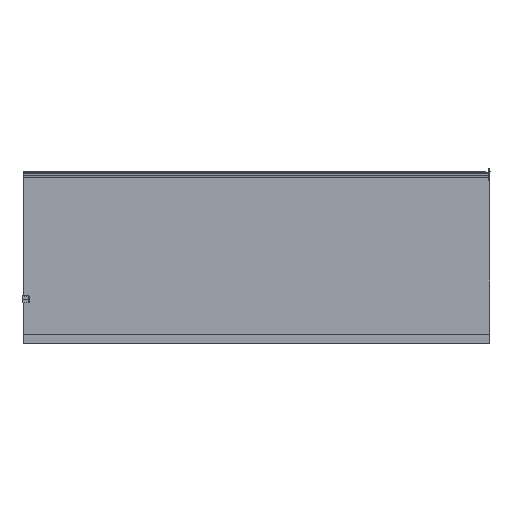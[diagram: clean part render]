
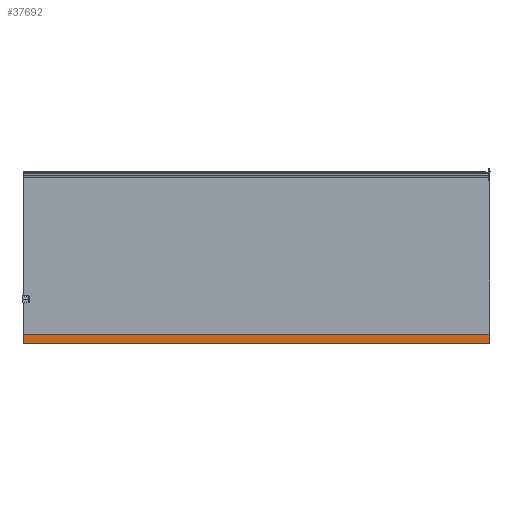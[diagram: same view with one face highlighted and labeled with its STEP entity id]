
A CAD part, left-side view. The second image highlights one B-rep face of the part: STEP entity #37692.
In plain terms, the highlighted cylindrical face has radius 960.746 mm (diameter 1921.49 mm), a partial arc.
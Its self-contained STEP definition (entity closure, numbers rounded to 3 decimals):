
#669 = DIRECTION ( 'NONE',  ( 1., 0., 0. ) ) ;
#6644 = AXIS2_PLACEMENT_3D ( 'NONE', #10508, #27083, #669 ) ;
#7697 = VECTOR ( 'NONE', #19306, 1000. ) ;
#8773 = LINE ( 'NONE', #29285, #7697 ) ;
#9764 = DIRECTION ( 'NONE',  ( 0., -1., 0. ) ) ;
#10508 = CARTESIAN_POINT ( 'NONE',  ( 955.897, -975., -304.099 ) ) ;
#11392 = VERTEX_POINT ( 'NONE', #15165 ) ;
#11964 = DIRECTION ( 'NONE',  ( 0., 1., 0. ) ) ;
#12074 = DIRECTION ( 'NONE',  ( 1., 0., 0. ) ) ;
#12988 = EDGE_CURVE ( 'NONE', #11392, #19151, #22536, .T. ) ;
#14592 = VECTOR ( 'NONE', #9764, 1000. ) ;
#15165 = CARTESIAN_POINT ( 'NONE',  ( -4.65, 975.3, -323.706 ) ) ;
#15333 = ORIENTED_EDGE ( 'NONE', *, *, #12988, .T. ) ;
#15395 = AXIS2_PLACEMENT_3D ( 'NONE', #31828, #11964, #28271 ) ;
#15447 = DIRECTION ( 'NONE',  ( 0., -1., 0. ) ) ;
#16185 = VERTEX_POINT ( 'NONE', #26003 ) ;
#18255 = EDGE_CURVE ( 'NONE', #30130, #16185, #8773, .T. ) ;
#19151 = VERTEX_POINT ( 'NONE', #26677 ) ;
#19306 = DIRECTION ( 'NONE',  ( 0., 1., 0. ) ) ;
#19425 = EDGE_CURVE ( 'NONE', #19151, #30130, #27624, .T. ) ;
#21493 = EDGE_LOOP ( 'NONE', ( #15333, #26579, #39515, #32608 ) ) ;
#22536 = LINE ( 'NONE', #32847, #14592 ) ;
#26003 = CARTESIAN_POINT ( 'NONE',  ( -4.65, 975.3, -284.49 ) ) ;
#26579 = ORIENTED_EDGE ( 'NONE', *, *, #19425, .T. ) ;
#26677 = CARTESIAN_POINT ( 'NONE',  ( -4.65, -975., -323.706 ) ) ;
#27083 = DIRECTION ( 'NONE',  ( 0., -1., 0. ) ) ;
#27624 = CIRCLE ( 'NONE', #15395, 960.747 ) ;
#28271 = DIRECTION ( 'NONE',  ( 1., 0., 0. ) ) ;
#29285 = CARTESIAN_POINT ( 'NONE',  ( -4.65, -975., -284.49 ) ) ;
#30130 = VERTEX_POINT ( 'NONE', #39796 ) ;
#31828 = CARTESIAN_POINT ( 'NONE',  ( 955.897, -975., -304.099 ) ) ;
#31852 = EDGE_CURVE ( 'NONE', #16185, #11392, #38747, .T. ) ;
#32608 = ORIENTED_EDGE ( 'NONE', *, *, #31852, .T. ) ;
#32847 = CARTESIAN_POINT ( 'NONE',  ( -4.65, -975., -323.706 ) ) ;
#34066 = FACE_OUTER_BOUND ( 'NONE', #21493, .T. ) ;
#37692 = ADVANCED_FACE ( 'NONE', ( #34066 ), #37977, .T. ) ;
#37977 = CYLINDRICAL_SURFACE ( 'NONE', #6644, 960.747 ) ;
#38747 = CIRCLE ( 'NONE', #43590, 960.747 ) ;
#39515 = ORIENTED_EDGE ( 'NONE', *, *, #18255, .T. ) ;
#39796 = CARTESIAN_POINT ( 'NONE',  ( -4.65, -975., -284.49 ) ) ;
#42207 = CARTESIAN_POINT ( 'NONE',  ( 955.897, 975.3, -304.099 ) ) ;
#43590 = AXIS2_PLACEMENT_3D ( 'NONE', #42207, #15447, #12074 ) ;
